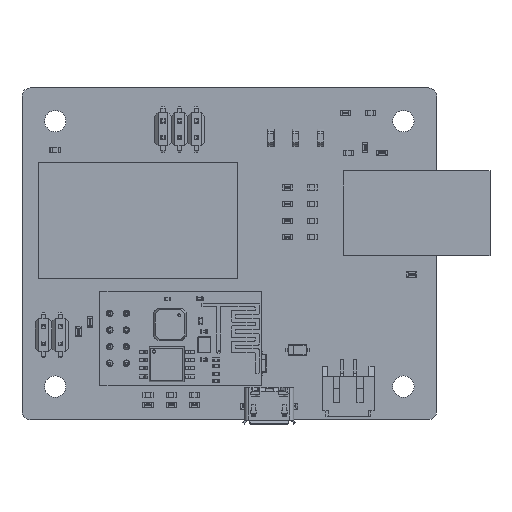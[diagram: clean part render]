
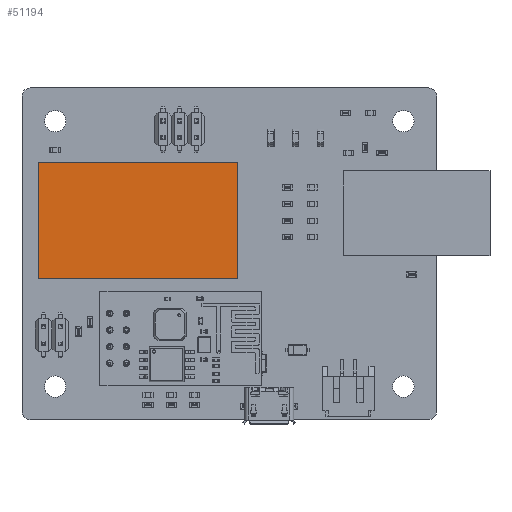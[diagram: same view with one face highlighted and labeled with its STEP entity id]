
A CAD part, top view. The second image highlights one B-rep face of the part: STEP entity #51194.
In plain terms, the highlighted planar face has unit normal (0, 0, 1).
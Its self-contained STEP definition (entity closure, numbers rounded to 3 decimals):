
#51065 = VERTEX_POINT('',#51066);
#51066 = CARTESIAN_POINT('',(-15.24,-8.89,1.626));
#51072 = EDGE_CURVE('',#51065,#51073,#51075,.T.);
#51073 = VERTEX_POINT('',#51074);
#51074 = CARTESIAN_POINT('',(-15.24,8.89,1.626));
#51075 = LINE('',#51076,#51077);
#51076 = CARTESIAN_POINT('',(-15.24,-8.89,1.626));
#51077 = VECTOR('',#51078,1.);
#51078 = DIRECTION('',(0.,1.,0.));
#51103 = EDGE_CURVE('',#51073,#51104,#51106,.T.);
#51104 = VERTEX_POINT('',#51105);
#51105 = CARTESIAN_POINT('',(15.24,8.89,1.626));
#51106 = LINE('',#51107,#51108);
#51107 = CARTESIAN_POINT('',(-15.24,8.89,1.626));
#51108 = VECTOR('',#51109,1.);
#51109 = DIRECTION('',(1.,0.,0.));
#51134 = EDGE_CURVE('',#51104,#51135,#51137,.T.);
#51135 = VERTEX_POINT('',#51136);
#51136 = CARTESIAN_POINT('',(15.24,-8.89,1.626));
#51137 = LINE('',#51138,#51139);
#51138 = CARTESIAN_POINT('',(15.24,8.89,1.626));
#51139 = VECTOR('',#51140,1.);
#51140 = DIRECTION('',(0.,-1.,0.));
#51165 = EDGE_CURVE('',#51135,#51065,#51166,.T.);
#51166 = LINE('',#51167,#51168);
#51167 = CARTESIAN_POINT('',(15.24,-8.89,1.626));
#51168 = VECTOR('',#51169,1.);
#51169 = DIRECTION('',(-1.,0.,0.));
#51194 = ADVANCED_FACE('',(#51195),#51201,.T.);
#51195 = FACE_BOUND('',#51196,.F.);
#51196 = EDGE_LOOP('',(#51197,#51198,#51199,#51200));
#51197 = ORIENTED_EDGE('',*,*,#51072,.T.);
#51198 = ORIENTED_EDGE('',*,*,#51103,.T.);
#51199 = ORIENTED_EDGE('',*,*,#51134,.T.);
#51200 = ORIENTED_EDGE('',*,*,#51165,.T.);
#51201 = PLANE('',#51202);
#51202 = AXIS2_PLACEMENT_3D('',#51203,#51204,#51205);
#51203 = CARTESIAN_POINT('',(-15.24,-8.89,1.626));
#51204 = DIRECTION('',(0.,0.,1.));
#51205 = DIRECTION('',(1.,0.,0.));
